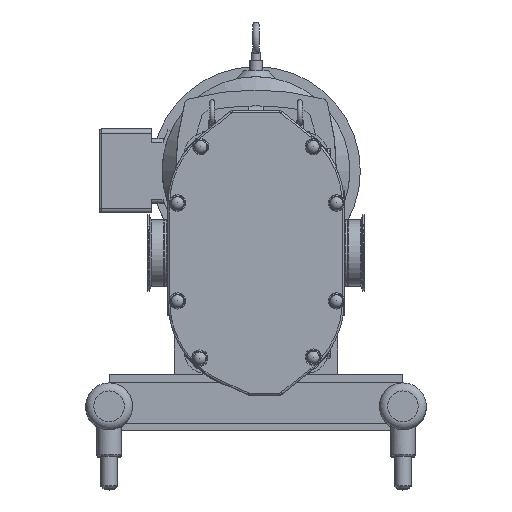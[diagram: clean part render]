
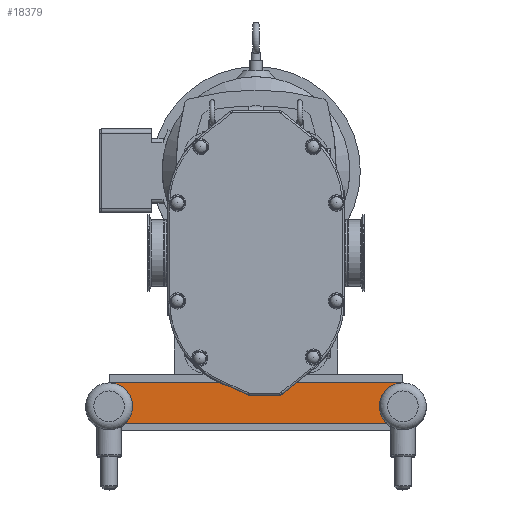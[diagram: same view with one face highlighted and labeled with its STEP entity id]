
A CAD part, top view. The second image highlights one B-rep face of the part: STEP entity #18379.
In plain terms, the highlighted planar face has unit normal (0, 0, 1).
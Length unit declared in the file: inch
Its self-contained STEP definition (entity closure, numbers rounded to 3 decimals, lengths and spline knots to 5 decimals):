
#997=CIRCLE('',#19506,1.44);
#998=CIRCLE('',#19507,1.44);
#2364=FACE_OUTER_BOUND('',#3419,.T.);
#3419=EDGE_LOOP('',(#12282,#12283,#12284,#12285,#12286,#12287));
#4589=LINE('',#27683,#5974);
#4590=LINE('',#27686,#5975);
#4591=LINE('',#27690,#5976);
#4592=LINE('',#27693,#5977);
#5974=VECTOR('',#21796,0.3937);
#5975=VECTOR('',#21799,0.3937);
#5976=VECTOR('',#21802,0.3937);
#5977=VECTOR('',#21805,0.3937);
#7389=VERTEX_POINT('',#27676);
#7391=VERTEX_POINT('',#27681);
#7392=VERTEX_POINT('',#27685);
#7393=VERTEX_POINT('',#27687);
#7394=VERTEX_POINT('',#27689);
#7395=VERTEX_POINT('',#27691);
#9334=EDGE_CURVE('',#7389,#7391,#4589,.T.);
#9335=EDGE_CURVE('',#7391,#7392,#4590,.T.);
#9336=EDGE_CURVE('',#7392,#7393,#997,.T.);
#9337=EDGE_CURVE('',#7393,#7394,#4591,.T.);
#9338=EDGE_CURVE('',#7394,#7395,#998,.T.);
#9339=EDGE_CURVE('',#7395,#7389,#4592,.T.);
#12282=ORIENTED_EDGE('',*,*,#9334,.T.);
#12283=ORIENTED_EDGE('',*,*,#9335,.T.);
#12284=ORIENTED_EDGE('',*,*,#9336,.T.);
#12285=ORIENTED_EDGE('',*,*,#9337,.T.);
#12286=ORIENTED_EDGE('',*,*,#9338,.T.);
#12287=ORIENTED_EDGE('',*,*,#9339,.T.);
#17843=PLANE('',#19505);
#18379=ADVANCED_FACE('',(#2364),#17843,.T.);
#19505=AXIS2_PLACEMENT_3D('',#27684,#21797,#21798);
#19506=AXIS2_PLACEMENT_3D('',#27688,#21800,#21801);
#19507=AXIS2_PLACEMENT_3D('',#27692,#21803,#21804);
#21796=DIRECTION('',(-1.,0.,0.));
#21797=DIRECTION('center_axis',(0.,0.,
1.));
#21798=DIRECTION('ref_axis',(1.,0.,0.));
#21799=DIRECTION('',(0.,-1.,0.));
#21800=DIRECTION('center_axis',(0.,0.,
-1.));
#21801=DIRECTION('ref_axis',(0.677,-0.736,0.));
#21802=DIRECTION('',(1.,0.,0.));
#21803=DIRECTION('center_axis',(0.,0.,
-1.));
#21804=DIRECTION('ref_axis',(-0.257,0.966,0.));
#21805=DIRECTION('',(0.,1.,0.));
#27676=CARTESIAN_POINT('',(8.6275,-7.95,-10.654));
#27681=CARTESIAN_POINT('',(-8.6225,-7.95,-10.654));
#27683=CARTESIAN_POINT('',(-0.00078,-7.95,-10.654));
#27684=CARTESIAN_POINT('Origin',(0.00093,-9.14383,
-10.654));
#27685=CARTESIAN_POINT('',(-8.6225,-7.99854,-10.654));
#27686=CARTESIAN_POINT('',(-8.6225,-7.99854,-10.654));
#27687=CARTESIAN_POINT('',(-8.02782,-10.4475,-10.654));
#27688=CARTESIAN_POINT('Origin',(-9.0025,-9.3875,-10.654));
#27689=CARTESIAN_POINT('',(8.02282,-10.4475,-10.654));
#27690=CARTESIAN_POINT('',(8.02282,-10.4475,-10.654));
#27691=CARTESIAN_POINT('',(8.6275,-7.99585,-10.654));
#27692=CARTESIAN_POINT('Origin',(8.9975,-9.3875,-10.654));
#27693=CARTESIAN_POINT('',(8.6275,-7.9475,-10.654));
